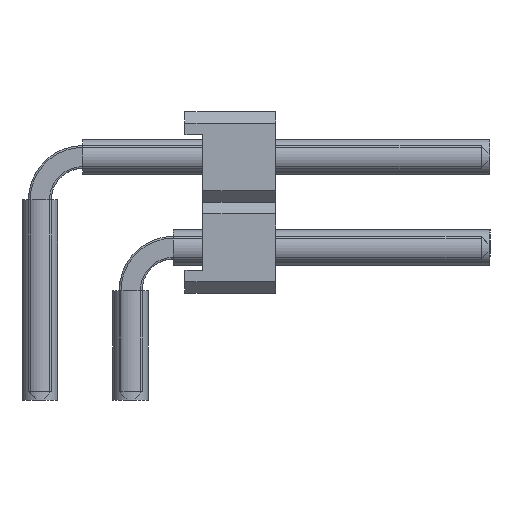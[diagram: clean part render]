
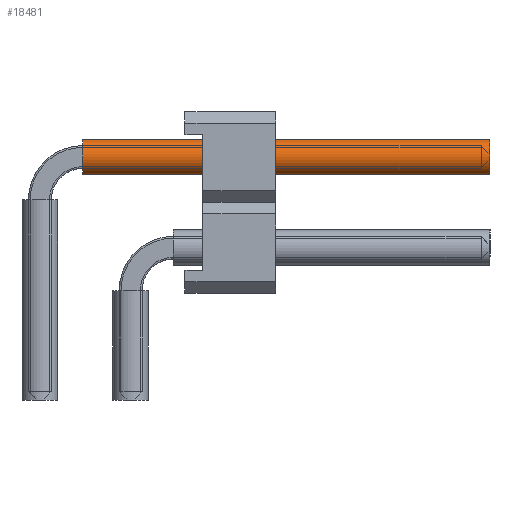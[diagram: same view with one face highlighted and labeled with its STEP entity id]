
A CAD part, left-side view. The second image highlights one B-rep face of the part: STEP entity #18481.
In plain terms, the highlighted cylindrical face has radius 0.5 mm (diameter 1 mm), a full revolution.
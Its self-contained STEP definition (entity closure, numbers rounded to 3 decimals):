
#10154=ORIENTED_EDGE('',*,*,#12792,.F.);
#10155=ORIENTED_EDGE('',*,*,#12793,.T.);
#12792=EDGE_CURVE('',#14548,#14548,#15180,.T.);
#12793=EDGE_CURVE('',#14549,#14549,#15181,.T.);
#14548=VERTEX_POINT('',#30705);
#14549=VERTEX_POINT('',#30707);
#15180=CIRCLE('',#20106,0.5);
#15181=CIRCLE('',#20107,0.5);
#16224=EDGE_LOOP('',(#10154));
#16225=EDGE_LOOP('',(#10155));
#17268=FACE_BOUND('',#16224,.T.);
#17269=FACE_BOUND('',#16225,.T.);
#17589=CYLINDRICAL_SURFACE('',#20105,0.5);
#18481=ADVANCED_FACE('',(#17268,#17269),#17589,.F.);
#20105=AXIS2_PLACEMENT_3D('',#30703,#25268,#25269);
#20106=AXIS2_PLACEMENT_3D('',#30704,#25270,#25271);
#20107=AXIS2_PLACEMENT_3D('',#30706,#25272,#25273);
#25268=DIRECTION('',(1.,0.,0.));
#25269=DIRECTION('',(0.,0.,-1.));
#25270=DIRECTION('',(-1.,0.,0.));
#25271=DIRECTION('',(0.,0.,1.));
#25272=DIRECTION('',(-1.,0.,0.));
#25273=DIRECTION('',(0.,0.,1.));
#30703=CARTESIAN_POINT('',(1.2,0.,6.81));
#30704=CARTESIAN_POINT('',(12.6,0.,6.81));
#30705=CARTESIAN_POINT('',(12.6,0.,7.31));
#30706=CARTESIAN_POINT('',(1.2,0.,6.81));
#30707=CARTESIAN_POINT('',(1.2,0.,7.31));
